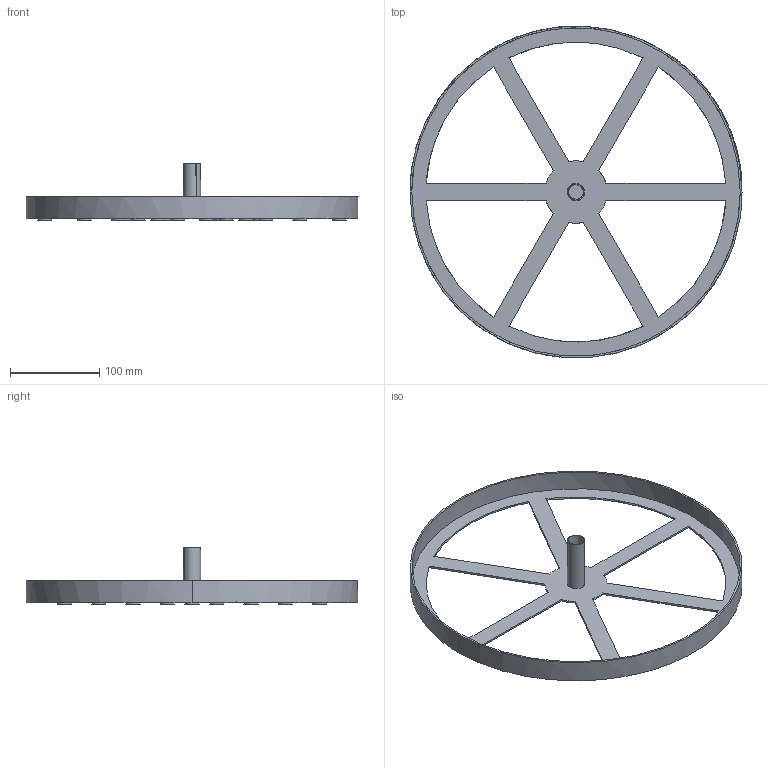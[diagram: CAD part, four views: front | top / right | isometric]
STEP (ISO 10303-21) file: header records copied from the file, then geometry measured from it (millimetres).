
FILE_DESCRIPTION(/* description */ (''),/* implementation_level */ '2;1');
FILE_NAME(/* name */ '5403235',/* time_stamp */ '2016-03-29T10:53:46+02:00',/* author */ (''),/* organization */ (''),/* preprocessor_version */ 'ST-DEVELOPER v15',/* originating_system */ '',/* authorisation */ '');
FILE_SCHEMA (('CONFIG_CONTROL_DESIGN'));
Length unit declared in the file: millimetre
Products named in the file (1): Document
Bounding box: 373 x 372.61 x 63.5 mm (x, y, z)
Volume: 148358.6 mm3; surface area: 150072.3 mm2
Topology: 1 solids, 1 shells, 706 faces, 1941 edges, 1294 vertices
Faces by surface type: plane 580, bspline 126
Entity records: 22368 total; most frequent: CARTESIAN_POINT 9937, ORIENTED_EDGE 3882, EDGE_CURVE 1941, VERTEX_POINT 1294, B_SPLINE_CURVE_WITH_KNOTS 1218, EDGE_LOOP 775, ADVANCED_FACE 706, FACE_OUTER_BOUND 706
